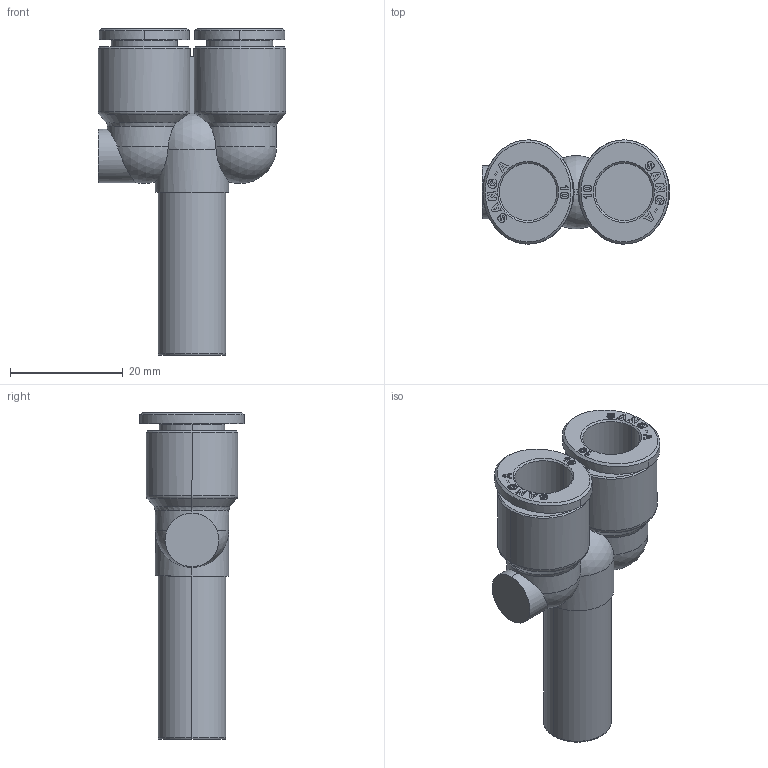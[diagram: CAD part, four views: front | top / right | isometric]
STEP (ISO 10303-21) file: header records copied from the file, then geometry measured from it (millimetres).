
FILE_DESCRIPTION((''),'2;1');
FILE_NAME('GPWJ_1210(3D).stp','2012-12-27T14:52:44',(''),(''),'Mechanical Desktop.R8.0.24.0','Mechanical Desktop.R8.0.24.0',', , ');
FILE_SCHEMA(('CONFIG_CONTROL_DESIGN'));
Length unit declared in the file: millimetre
Products named in the file (2): GPWJ_1210(3D); ºÎÇ°1
Assembly tree (1 placements, depth 2):
  GPWJ_1210(3D)
    ºÎÇ°1
Bounding box: 33.3 x 18.5 x 58 mm (x, y, z)
Volume: 8149.2 mm3; surface area: 7126.3 mm2
Topology: 1 solids, 1 shells, 843 faces, 2408 edges, 1595 vertices
Faces by surface type: plane 767, cylinder 26, bspline 20, cone 18, sphere 6, torus 6
Entity records: 28281 total; most frequent: CARTESIAN_POINT 6260, ORIENTED_EDGE 4812, DIRECTION 4096, EDGE_CURVE 2406, VECTOR 2250, LINE 2250, VERTEX_POINT 1595, AXIS2_PLACEMENT_3D 923
